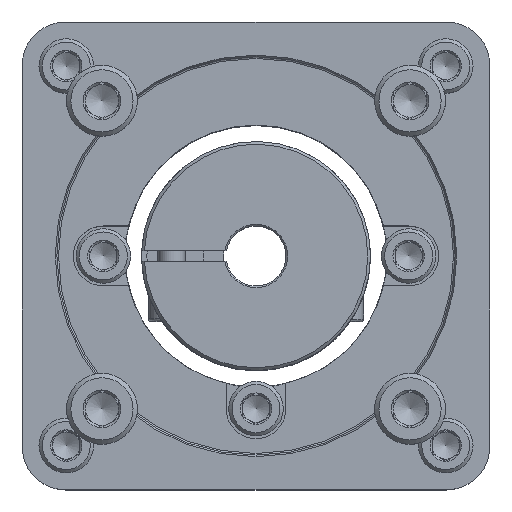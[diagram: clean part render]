
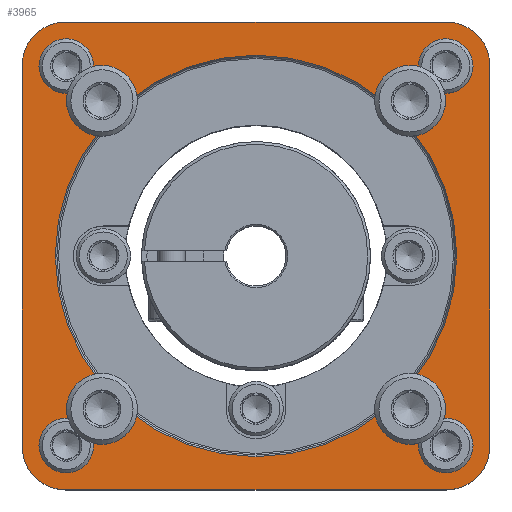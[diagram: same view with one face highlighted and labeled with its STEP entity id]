
A CAD part, top view. The second image highlights one B-rep face of the part: STEP entity #3965.
In plain terms, the highlighted planar face has unit normal (0, 0, 1).
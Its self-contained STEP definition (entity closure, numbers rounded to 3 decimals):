
#274=PLANE('',#4455);
#429=LINE('',#6684,#631);
#434=LINE('',#6698,#636);
#438=LINE('',#6710,#640);
#442=LINE('',#6722,#644);
#631=VECTOR('',#5327,1000.);
#636=VECTOR('',#5340,1000.);
#640=VECTOR('',#5352,1000.);
#644=VECTOR('',#5364,1000.);
#1143=ORIENTED_EDGE('',*,*,#2000,.T.);
#1144=ORIENTED_EDGE('',*,*,#2001,.T.);
#1145=ORIENTED_EDGE('',*,*,#2002,.T.);
#1146=ORIENTED_EDGE('',*,*,#2003,.T.);
#1147=ORIENTED_EDGE('',*,*,#2004,.T.);
#1148=ORIENTED_EDGE('',*,*,#1978,.T.);
#1149=ORIENTED_EDGE('',*,*,#1982,.T.);
#1150=ORIENTED_EDGE('',*,*,#1985,.T.);
#1151=ORIENTED_EDGE('',*,*,#1988,.T.);
#1152=ORIENTED_EDGE('',*,*,#1991,.T.);
#1153=ORIENTED_EDGE('',*,*,#1994,.T.);
#1154=ORIENTED_EDGE('',*,*,#1997,.T.);
#1155=ORIENTED_EDGE('',*,*,#1999,.T.);
#1978=EDGE_CURVE('',#2443,#2442,#429,.T.);
#1982=EDGE_CURVE('',#2442,#2445,#2754,.T.);
#1985=EDGE_CURVE('',#2445,#2447,#434,.T.);
#1988=EDGE_CURVE('',#2447,#2449,#2756,.T.);
#1991=EDGE_CURVE('',#2449,#2451,#438,.T.);
#1994=EDGE_CURVE('',#2451,#2453,#2758,.T.);
#1997=EDGE_CURVE('',#2453,#2455,#442,.T.);
#1999=EDGE_CURVE('',#2455,#2443,#2760,.T.);
#2000=EDGE_CURVE('',#2456,#2456,#2761,.T.);
#2001=EDGE_CURVE('',#2457,#2457,#2762,.T.);
#2002=EDGE_CURVE('',#2458,#2458,#2763,.T.);
#2003=EDGE_CURVE('',#2459,#2459,#2764,.T.);
#2004=EDGE_CURVE('',#2460,#2460,#2765,.T.);
#2442=VERTEX_POINT('',#6683);
#2443=VERTEX_POINT('',#6685);
#2445=VERTEX_POINT('',#6691);
#2447=VERTEX_POINT('',#6697);
#2449=VERTEX_POINT('',#6703);
#2451=VERTEX_POINT('',#6709);
#2453=VERTEX_POINT('',#6715);
#2455=VERTEX_POINT('',#6721);
#2456=VERTEX_POINT('',#6728);
#2457=VERTEX_POINT('',#6730);
#2458=VERTEX_POINT('',#6732);
#2459=VERTEX_POINT('',#6734);
#2460=VERTEX_POINT('',#6736);
#2754=CIRCLE('',#4442,8.);
#2756=CIRCLE('',#4446,8.);
#2758=CIRCLE('',#4450,8.);
#2760=CIRCLE('',#4454,8.);
#2761=CIRCLE('',#4456,3.);
#2762=CIRCLE('',#4457,3.);
#2763=CIRCLE('',#4458,3.);
#2764=CIRCLE('',#4459,3.);
#2765=CIRCLE('',#4460,36.814);
#3091=EDGE_LOOP('',(#1143));
#3092=EDGE_LOOP('',(#1144));
#3093=EDGE_LOOP('',(#1145));
#3094=EDGE_LOOP('',(#1146));
#3095=EDGE_LOOP('',(#1147));
#3096=EDGE_LOOP('',(#1148,#1149,#1150,#1151,#1152,#1153,#1154,#1155));
#3516=FACE_BOUND('',#3091,.T.);
#3517=FACE_BOUND('',#3092,.T.);
#3518=FACE_BOUND('',#3093,.T.);
#3519=FACE_BOUND('',#3094,.T.);
#3520=FACE_BOUND('',#3095,.T.);
#3521=FACE_BOUND('',#3096,.T.);
#3965=ADVANCED_FACE('',(#3516,#3517,#3518,#3519,#3520,#3521),#274,.T.);
#4442=AXIS2_PLACEMENT_3D('',#6692,#5334,#5335);
#4446=AXIS2_PLACEMENT_3D('',#6704,#5346,#5347);
#4450=AXIS2_PLACEMENT_3D('',#6716,#5358,#5359);
#4454=AXIS2_PLACEMENT_3D('',#6725,#5369,#5370);
#4455=AXIS2_PLACEMENT_3D('',#6726,#5371,#5372);
#4456=AXIS2_PLACEMENT_3D('',#6727,#5373,#5374);
#4457=AXIS2_PLACEMENT_3D('',#6729,#5375,#5376);
#4458=AXIS2_PLACEMENT_3D('',#6731,#5377,#5378);
#4459=AXIS2_PLACEMENT_3D('',#6733,#5379,#5380);
#4460=AXIS2_PLACEMENT_3D('',#6735,#5381,#5382);
#5327=DIRECTION('',(0.,-1.,0.));
#5334=DIRECTION('',(0.,0.,1.));
#5335=DIRECTION('',(1.,0.,0.));
#5340=DIRECTION('',(1.,0.,0.));
#5346=DIRECTION('',(0.,0.,1.));
#5347=DIRECTION('',(1.,0.,0.));
#5352=DIRECTION('',(0.,1.,0.));
#5358=DIRECTION('',(0.,0.,1.));
#5359=DIRECTION('',(1.,0.,0.));
#5364=DIRECTION('',(-1.,0.,0.));
#5369=DIRECTION('',(0.,0.,1.));
#5370=DIRECTION('',(1.,0.,0.));
#5371=DIRECTION('',(0.,0.,1.));
#5372=DIRECTION('',(1.,0.,0.));
#5373=DIRECTION('',(0.,0.,-1.));
#5374=DIRECTION('',(-1.,0.,0.));
#5375=DIRECTION('',(0.,0.,-1.));
#5376=DIRECTION('',(-1.,0.,0.));
#5377=DIRECTION('',(0.,0.,-1.));
#5378=DIRECTION('',(-1.,0.,0.));
#5379=DIRECTION('',(0.,0.,-1.));
#5380=DIRECTION('',(-1.,0.,0.));
#5381=DIRECTION('',(0.,0.,-1.));
#5382=DIRECTION('',(-1.,0.,0.));
#6683=CARTESIAN_POINT('',(-42.9,-34.9,17.5));
#6684=CARTESIAN_POINT('',(-42.9,34.9,17.5));
#6685=CARTESIAN_POINT('',(-42.9,34.9,17.5));
#6691=CARTESIAN_POINT('',(-34.9,-42.9,17.5));
#6692=CARTESIAN_POINT('',(-34.9,-34.9,17.5));
#6697=CARTESIAN_POINT('',(34.9,-42.9,17.5));
#6698=CARTESIAN_POINT('',(-34.9,-42.9,17.5));
#6703=CARTESIAN_POINT('',(42.9,-34.9,17.5));
#6704=CARTESIAN_POINT('',(34.9,-34.9,17.5));
#6709=CARTESIAN_POINT('',(42.9,34.9,17.5));
#6710=CARTESIAN_POINT('',(42.9,-34.9,17.5));
#6715=CARTESIAN_POINT('',(34.9,42.9,17.5));
#6716=CARTESIAN_POINT('',(34.9,34.9,17.5));
#6721=CARTESIAN_POINT('',(-34.9,42.9,17.5));
#6722=CARTESIAN_POINT('',(34.9,42.9,17.5));
#6725=CARTESIAN_POINT('',(-34.9,34.9,17.5));
#6726=CARTESIAN_POINT('',(-34.9,-34.9,17.5));
#6727=CARTESIAN_POINT('',(-34.8,-34.8,17.5));
#6728=CARTESIAN_POINT('',(-37.8,-34.8,17.5));
#6729=CARTESIAN_POINT('',(-34.8,34.8,17.5));
#6730=CARTESIAN_POINT('',(-37.8,34.8,17.5));
#6731=CARTESIAN_POINT('',(34.8,-34.8,17.5));
#6732=CARTESIAN_POINT('',(31.8,-34.8,17.5));
#6733=CARTESIAN_POINT('',(34.8,34.8,17.5));
#6734=CARTESIAN_POINT('',(31.8,34.8,17.5));
#6735=CARTESIAN_POINT('',(0.,0.,17.5));
#6736=CARTESIAN_POINT('',(-36.814,0.,17.5));
